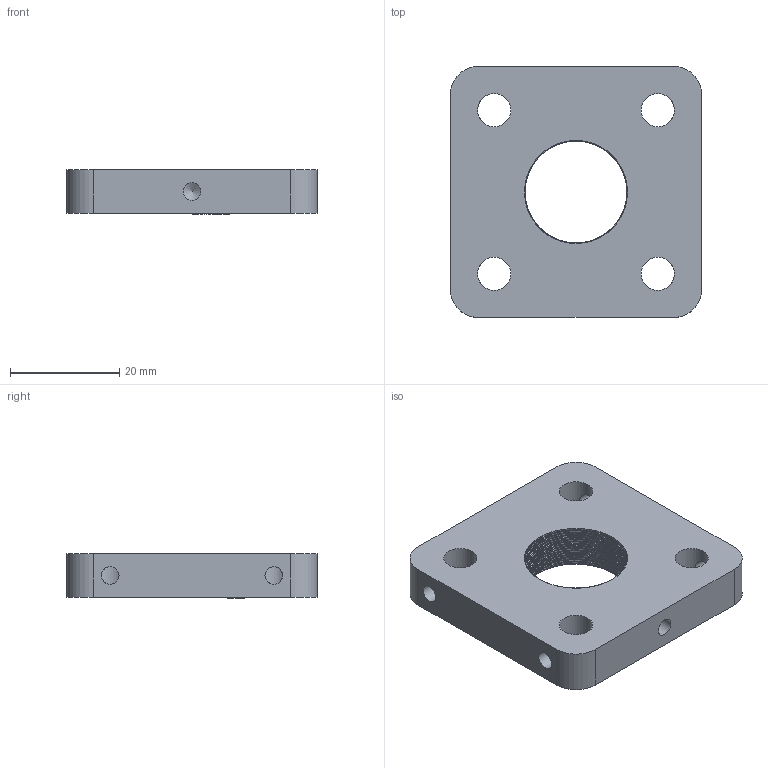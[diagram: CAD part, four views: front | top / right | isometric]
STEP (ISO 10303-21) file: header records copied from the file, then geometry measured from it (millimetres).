
FILE_DESCRIPTION(/* description */ (''),/* implementation_level */ '2;1');
FILE_NAME(/* name */ '30-BPNc-M20.stp',/* time_stamp */ '2024-10-14T16:22:57+03:00',/* author */ ('asidnin'),/* organization */ (''),/* preprocessor_version */ 'ST-DEVELOPER v18',/* originating_system */ 'Autodesk Inventor 2020',/* authorisation */ '');
FILE_SCHEMA (('AUTOMOTIVE_DESIGN { 1 0 10303 214 3 1 1 }'));
Length unit declared in the file: millimetre
Products named in the file (1): 30-BPNc-M20
Bounding box: 46 x 46 x 8.2 mm (x, y, z)
Volume: 13245.1 mm3; surface area: 6297.9 mm2
Topology: 1 solids, 1 shells, 44 faces, 140 edges, 96 vertices
Faces by surface type: cylinder 32, plane 8, cone 2, bspline 2
Full cylindrical faces by diameter (mm): 3.242 x5, 4.917 x1, 6.1 x4, 18.917 x16
Entity records: 6091 total; most frequent: CARTESIAN_POINT 4829, ORIENTED_EDGE 276, DIRECTION 222, EDGE_CURVE 138, VERTEX_POINT 96, AXIS2_PLACEMENT_3D 87, EDGE_LOOP 62, LINE 48
